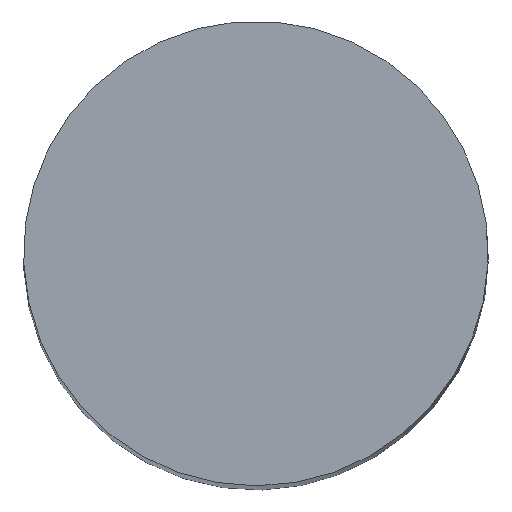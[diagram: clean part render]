
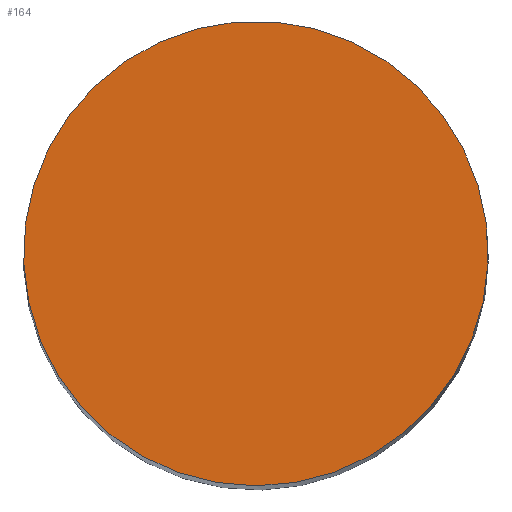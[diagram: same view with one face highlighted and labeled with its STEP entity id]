
A CAD part, top view. The second image highlights one B-rep face of the part: STEP entity #164.
In plain terms, the highlighted planar face has unit normal (0, 0, 1).
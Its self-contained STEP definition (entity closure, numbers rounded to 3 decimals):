
#164=ADVANCED_FACE('STEPLayer 1[1]',(#375),#376,.F.);
#183=EDGE_CURVE('STEPLayer 1[1]',#402,#402,#403,.F.);
#375=FACE_OUTER_BOUND('',#722,.T.);
#376=PLANE('',#723);
#402=VERTEX_POINT('',#785);
#403=CIRCLE('',#786,3.5);
#722=EDGE_LOOP('',(#1052));
#723=AXIS2_PLACEMENT_3D('',#1053,#1054,#1055);
#785=CARTESIAN_POINT('',(0.,-3.5,0.));
#786=AXIS2_PLACEMENT_3D('',#1067,#1068,#1069);
#1052=ORIENTED_EDGE('',*,*,#183,.T.);
#1053=CARTESIAN_POINT('',(0.0,0.0,0.0));
#1054=DIRECTION('',(0.,0.,-1.0));
#1055=DIRECTION('',(0.,1.0,0.));
#1067=CARTESIAN_POINT('',(0.0,0.0,0.0));
#1068=DIRECTION('',(0.,0.,-1.0));
#1069=DIRECTION('',(1.0,0.,0.));
